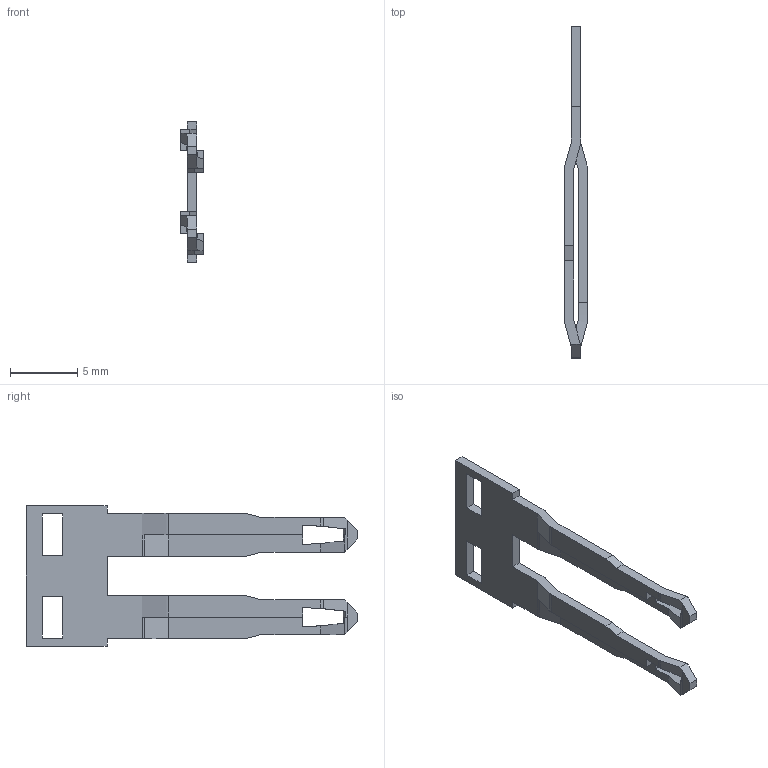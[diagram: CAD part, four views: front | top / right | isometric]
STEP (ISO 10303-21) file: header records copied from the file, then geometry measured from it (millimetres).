
FILE_DESCRIPTION((''),'2;1');
FILE_NAME('2_CBC04GR_WITH_2_PTC0402_ASM','2022-07-14T12:45:10',('klemen.sitar'),('Audax d.o.o.'),'CREO PARAMETRIC BY PTC INC, 2021304','CREO PARAMETRIC BY PTC INC, 2021304','');
FILE_SCHEMA(('AP242_MANAGED_MODEL_BASED_3D_ENGINEERING_MIM_LF { 1 0 10303 442 1 1 4 }'));
Length unit declared in the file: millimetre
Products named in the file (2): PTC0402-128170; 2_CBC04GR_WITH_2_PTC0402_ASM
Assembly tree (1 placements, depth 2):
  2_CBC04GR_WITH_2_PTC0402_ASM
    PTC0402-128170
Bounding box: 1.7 x 24.6 x 10.4 mm (x, y, z)
Volume: 107.7 mm3; surface area: 437.4 mm2
Topology: 1 solids, 1 shells, 102 faces, 296 edges, 192 vertices
Faces by surface type: plane 82, cylinder 20
Entity records: 5410 total; most frequent: CARTESIAN_POINT 800, ORIENTED_EDGE 592, DIRECTION 524, PRESENTATION_STYLE_ASSIGNMENT 401, STYLED_ITEM 401, CURVE_STYLE 298, EDGE_CURVE 296, VECTOR 240
